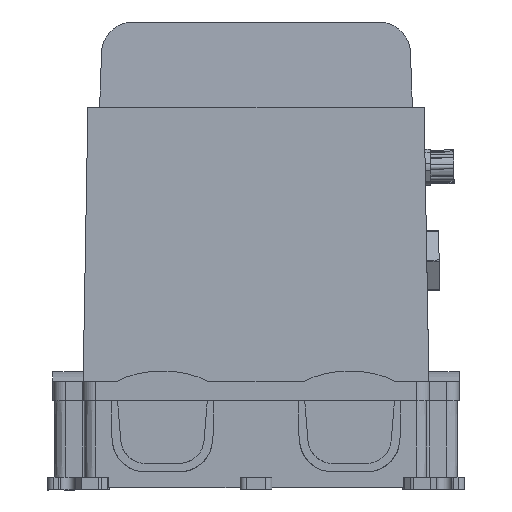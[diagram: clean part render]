
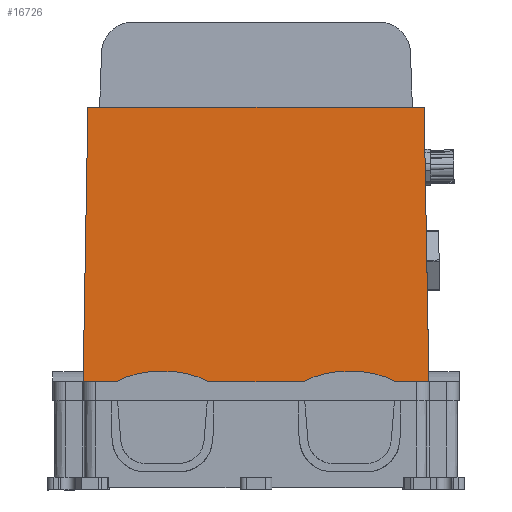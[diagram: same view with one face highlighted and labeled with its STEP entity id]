
A CAD part, left-side view. The second image highlights one B-rep face of the part: STEP entity #16726.
In plain terms, the highlighted planar face has unit normal (-1, 0, 0.018).
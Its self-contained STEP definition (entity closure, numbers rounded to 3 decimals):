
#16689=AXIS2_PLACEMENT_3D('Plane Axis2P3D',#16686,#16687,#16688) ;
#15646=CARTESIAN_POINT('Vertex',(16.721,163.794,51.)) ;
#15649=CARTESIAN_POINT('Line Origine',(16.721,171.085,51.)) ;
#15653=CARTESIAN_POINT('Vertex',(16.721,178.376,51.)) ;
#15656=CARTESIAN_POINT('Line Origine',(16.721,178.828,51.)) ;
#15660=CARTESIAN_POINT('Vertex',(16.721,179.279,51.)) ;
#16455=CARTESIAN_POINT('Vertex',(16.721,16.721,51.)) ;
#16458=CARTESIAN_POINT('Line Origine',(16.721,17.172,51.)) ;
#16462=CARTESIAN_POINT('Vertex',(16.721,17.624,51.)) ;
#16465=CARTESIAN_POINT('Line Origine',(16.721,24.915,51.)) ;
#16469=CARTESIAN_POINT('Vertex',(16.721,32.206,51.)) ;
#16502=CARTESIAN_POINT('Vertex',(16.802,48.,55.639)) ;
#16506=CARTESIAN_POINT('Control Point',(16.802,48.,55.639)) ;
#16507=CARTESIAN_POINT('Control Point',(16.793,43.896,55.143)) ;
#16508=CARTESIAN_POINT('Control Point',(16.776,39.846,54.194)) ;
#16509=CARTESIAN_POINT('Control Point',(16.752,35.926,52.802)) ;
#16510=CARTESIAN_POINT('Control Point',(16.721,32.206,51.)) ;
#16525=CARTESIAN_POINT('Line Origine',(16.802,54.,55.639)) ;
#16529=CARTESIAN_POINT('Vertex',(16.802,60.,55.639)) ;
#16551=CARTESIAN_POINT('Control Point',(16.802,60.,55.639)) ;
#16552=CARTESIAN_POINT('Control Point',(16.793,64.104,55.143)) ;
#16553=CARTESIAN_POINT('Control Point',(16.776,68.154,54.194)) ;
#16554=CARTESIAN_POINT('Control Point',(16.752,72.074,52.802)) ;
#16555=CARTESIAN_POINT('Control Point',(16.721,75.794,51.)) ;
#16556=CARTESIAN_POINT('Vertex',(16.721,75.794,51.)) ;
#16576=CARTESIAN_POINT('Vertex',(16.721,120.206,51.)) ;
#16579=CARTESIAN_POINT('Line Origine',(16.721,98.,51.)) ;
#16598=CARTESIAN_POINT('Control Point',(16.802,136.,55.639)) ;
#16599=CARTESIAN_POINT('Control Point',(16.793,131.896,55.143)) ;
#16600=CARTESIAN_POINT('Control Point',(16.776,127.846,54.194)) ;
#16601=CARTESIAN_POINT('Control Point',(16.752,123.926,52.802)) ;
#16602=CARTESIAN_POINT('Control Point',(16.721,120.206,51.)) ;
#16603=CARTESIAN_POINT('Vertex',(16.802,136.,55.639)) ;
#16619=CARTESIAN_POINT('Line Origine',(16.802,142.,55.639)) ;
#16623=CARTESIAN_POINT('Vertex',(16.802,148.,55.639)) ;
#16645=CARTESIAN_POINT('Control Point',(16.802,148.,55.639)) ;
#16646=CARTESIAN_POINT('Control Point',(16.793,152.104,55.143)) ;
#16647=CARTESIAN_POINT('Control Point',(16.776,156.154,54.194)) ;
#16648=CARTESIAN_POINT('Control Point',(16.752,160.074,52.802)) ;
#16649=CARTESIAN_POINT('Control Point',(16.721,163.794,51.)) ;
#16686=CARTESIAN_POINT('Axis2P3D Location',(17.,98.,67.)) ;
#16691=CARTESIAN_POINT('Line Origine',(17.847,178.153,115.5)) ;
#16695=CARTESIAN_POINT('Vertex',(18.972,177.028,180.)) ;
#16698=CARTESIAN_POINT('Line Origine',(17.847,17.847,115.5)) ;
#16702=CARTESIAN_POINT('Vertex',(18.972,18.972,180.)) ;
#16705=CARTESIAN_POINT('Line Origine',(18.972,98.,180.)) ;
#15650=DIRECTION('Vector Direction',(0.,-1.,0.)) ;
#15657=DIRECTION('Vector Direction',(0.,-1.,0.)) ;
#16459=DIRECTION('Vector Direction',(0.,1.,0.)) ;
#16466=DIRECTION('Vector Direction',(0.,-1.,0.)) ;
#16526=DIRECTION('Vector Direction',(0.,-1.,0.)) ;
#16580=DIRECTION('Vector Direction',(0.,-1.,0.)) ;
#16620=DIRECTION('Vector Direction',(0.,-1.,0.)) ;
#16687=DIRECTION('Axis2P3D Direction',(-1.,0.,0.017)) ;
#16688=DIRECTION('Axis2P3D XDirection',(0.017,0.,1.)) ;
#16692=DIRECTION('Vector Direction',(-0.017,0.017,-1.)) ;
#16699=DIRECTION('Vector Direction',(-0.017,-0.017,-1.)) ;
#16706=DIRECTION('Vector Direction',(0.,-1.,0.)) ;
#15651=VECTOR('Line Direction',#15650,1.) ;
#15658=VECTOR('Line Direction',#15657,1.) ;
#16460=VECTOR('Line Direction',#16459,1.) ;
#16467=VECTOR('Line Direction',#16466,1.) ;
#16527=VECTOR('Line Direction',#16526,1.) ;
#16581=VECTOR('Line Direction',#16580,1.) ;
#16621=VECTOR('Line Direction',#16620,1.) ;
#16693=VECTOR('Line Direction',#16692,1.) ;
#16700=VECTOR('Line Direction',#16699,1.) ;
#16707=VECTOR('Line Direction',#16706,1.) ;
#16711=ORIENTED_EDGE('',*,*,#16697,.F.) ;
#16712=ORIENTED_EDGE('',*,*,#15662,.T.) ;
#16713=ORIENTED_EDGE('',*,*,#15655,.T.) ;
#16714=ORIENTED_EDGE('',*,*,#16650,.F.) ;
#16715=ORIENTED_EDGE('',*,*,#16625,.T.) ;
#16716=ORIENTED_EDGE('',*,*,#16605,.T.) ;
#16717=ORIENTED_EDGE('',*,*,#16583,.T.) ;
#16718=ORIENTED_EDGE('',*,*,#16558,.F.) ;
#16719=ORIENTED_EDGE('',*,*,#16531,.T.) ;
#16720=ORIENTED_EDGE('',*,*,#16511,.T.) ;
#16721=ORIENTED_EDGE('',*,*,#16471,.T.) ;
#16722=ORIENTED_EDGE('',*,*,#16464,.T.) ;
#16723=ORIENTED_EDGE('',*,*,#16704,.T.) ;
#16724=ORIENTED_EDGE('',*,*,#16709,.T.) ;
#16726=ADVANCED_FACE('GEHAEUSEDECKEL',(#16725),#16690,.T.) ;
#16505=B_SPLINE_CURVE_WITH_KNOTS('',4,(#16506,#16507,#16508,#16509,#16510),.UNSPECIFIED.,.F.,.U.,(5,5),(0.,23.387),.UNSPECIFIED.) ;
#16550=B_SPLINE_CURVE_WITH_KNOTS('',4,(#16551,#16552,#16553,#16554,#16555),.UNSPECIFIED.,.F.,.U.,(5,5),(0.,23.387),.UNSPECIFIED.) ;
#16597=B_SPLINE_CURVE_WITH_KNOTS('',4,(#16598,#16599,#16600,#16601,#16602),.UNSPECIFIED.,.F.,.U.,(5,5),(0.,23.387),.UNSPECIFIED.) ;
#16644=B_SPLINE_CURVE_WITH_KNOTS('',4,(#16645,#16646,#16647,#16648,#16649),.UNSPECIFIED.,.F.,.U.,(5,5),(0.,23.387),.UNSPECIFIED.) ;
#15655=EDGE_CURVE('',#15654,#15647,#15652,.T.) ;
#15662=EDGE_CURVE('',#15661,#15654,#15659,.T.) ;
#16464=EDGE_CURVE('',#16463,#16456,#16461,.F.) ;
#16471=EDGE_CURVE('',#16470,#16463,#16468,.T.) ;
#16511=EDGE_CURVE('',#16503,#16470,#16505,.T.) ;
#16531=EDGE_CURVE('',#16530,#16503,#16528,.T.) ;
#16558=EDGE_CURVE('',#16530,#16557,#16550,.T.) ;
#16583=EDGE_CURVE('',#16577,#16557,#16582,.T.) ;
#16605=EDGE_CURVE('',#16604,#16577,#16597,.T.) ;
#16625=EDGE_CURVE('',#16624,#16604,#16622,.T.) ;
#16650=EDGE_CURVE('',#16624,#15647,#16644,.T.) ;
#16697=EDGE_CURVE('',#15661,#16696,#16694,.F.) ;
#16704=EDGE_CURVE('',#16456,#16703,#16701,.F.) ;
#16709=EDGE_CURVE('',#16703,#16696,#16708,.F.) ;
#16710=EDGE_LOOP('',(#16711,#16712,#16713,#16714,#16715,#16716,#16717,#16718,#16719,#16720,#16721,#16722,#16723,#16724)) ;
#16725=FACE_OUTER_BOUND('',#16710,.T.) ;
#15652=LINE('Line',#15649,#15651) ;
#15659=LINE('Line',#15656,#15658) ;
#16461=LINE('Line',#16458,#16460) ;
#16468=LINE('Line',#16465,#16467) ;
#16528=LINE('Line',#16525,#16527) ;
#16582=LINE('Line',#16579,#16581) ;
#16622=LINE('Line',#16619,#16621) ;
#16694=LINE('Line',#16691,#16693) ;
#16701=LINE('Line',#16698,#16700) ;
#16708=LINE('Line',#16705,#16707) ;
#16690=PLANE('',#16689) ;
#15647=VERTEX_POINT('',#15646) ;
#15654=VERTEX_POINT('',#15653) ;
#15661=VERTEX_POINT('',#15660) ;
#16456=VERTEX_POINT('',#16455) ;
#16463=VERTEX_POINT('',#16462) ;
#16470=VERTEX_POINT('',#16469) ;
#16503=VERTEX_POINT('',#16502) ;
#16530=VERTEX_POINT('',#16529) ;
#16557=VERTEX_POINT('',#16556) ;
#16577=VERTEX_POINT('',#16576) ;
#16604=VERTEX_POINT('',#16603) ;
#16624=VERTEX_POINT('',#16623) ;
#16696=VERTEX_POINT('',#16695) ;
#16703=VERTEX_POINT('',#16702) ;
